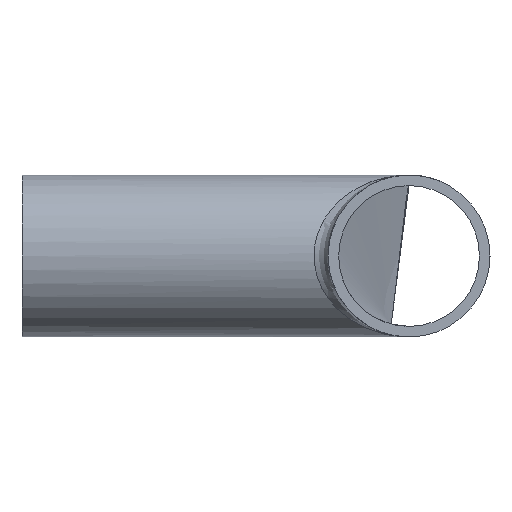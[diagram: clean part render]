
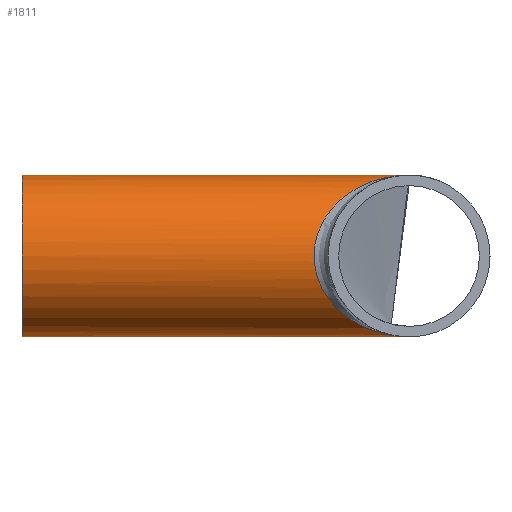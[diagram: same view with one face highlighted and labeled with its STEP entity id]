
A CAD part, left-side view. The second image highlights one B-rep face of the part: STEP entity #1811.
In plain terms, the highlighted cylindrical face has radius 11.5 mm (diameter 23 mm), a full revolution.
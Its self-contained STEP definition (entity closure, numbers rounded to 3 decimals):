
#869 = AXIS2_PLACEMENT_3D ( 'NONE', #7033, #2764, #1535 ) ;
#1016 = AXIS2_PLACEMENT_3D ( 'NONE', #13226, #11355, #10296 ) ;
#1535 = DIRECTION ( 'NONE',  ( 0., 0., 1. ) ) ;
#1811 = ADVANCED_FACE ( 'NONE', ( #13522, #3650 ), #6971, .T. ) ;
#2152 = EDGE_CURVE ( 'NONE', #10006, #10006, #13065, .T. ) ;
#2546 = EDGE_LOOP ( 'NONE', ( #5153 ) ) ;
#2760 = EDGE_LOOP ( 'NONE', ( #9573, #7718 ) ) ;
#2764 = DIRECTION ( 'NONE',  ( 0., 1., 0. ) ) ;
#3244 =( BOUNDED_CURVE ( )  B_SPLINE_CURVE ( 3, ( #3761, #13644, #3564, #7987 ),
 .UNSPECIFIED., .F., .T. ) 
 B_SPLINE_CURVE_WITH_KNOTS ( ( 4, 4 ),
 ( 4.712, 7.854 ),
 .UNSPECIFIED. ) 
 CURVE ( )  GEOMETRIC_REPRESENTATION_ITEM ( )  RATIONAL_B_SPLINE_CURVE ( ( 1., 0.333, 0.333, 1. ) ) 
 REPRESENTATION_ITEM ( '' )  );
#3430 = CARTESIAN_POINT ( 'NONE',  ( 0., 55., 11.5 ) ) ;
#3564 = CARTESIAN_POINT ( 'NONE',  ( -23., 27., 11.5 ) ) ;
#3650 = FACE_OUTER_BOUND ( 'NONE', #2546, .T. ) ;
#3761 = CARTESIAN_POINT ( 'NONE',  ( 0., 0., -11.5 ) ) ;
#4611 = VERTEX_POINT ( 'NONE', #12429 ) ;
#4850 = VERTEX_POINT ( 'NONE', #12398 ) ;
#5153 = ORIENTED_EDGE ( 'NONE', *, *, #2152, .F. ) ;
#6971 = CYLINDRICAL_SURFACE ( 'NONE', #1016, 11.5 ) ;
#7033 = CARTESIAN_POINT ( 'NONE',  ( 0., 55., 0. ) ) ;
#7718 = ORIENTED_EDGE ( 'NONE', *, *, #8848, .T. ) ;
#7987 = CARTESIAN_POINT ( 'NONE',  ( 0., 0., 11.5 ) ) ;
#8848 = EDGE_CURVE ( 'NONE', #4611, #4850, #12998, .T. ) ;
#9128 = EDGE_CURVE ( 'NONE', #4850, #4611, #3244, .T. ) ;
#9236 = CARTESIAN_POINT ( 'NONE',  ( 23., 27., 11.5 ) ) ;
#9307 = CARTESIAN_POINT ( 'NONE',  ( 0., 0., 11.5 ) ) ;
#9573 = ORIENTED_EDGE ( 'NONE', *, *, #9128, .T. ) ;
#10006 = VERTEX_POINT ( 'NONE', #3430 ) ;
#10296 = DIRECTION ( 'NONE',  ( 0., 0., -1. ) ) ;
#11355 = DIRECTION ( 'NONE',  ( 0., -1., 0. ) ) ;
#12398 = CARTESIAN_POINT ( 'NONE',  ( 0., 0., -11.5 ) ) ;
#12429 = CARTESIAN_POINT ( 'NONE',  ( 0., 0., 11.5 ) ) ;
#12458 = CARTESIAN_POINT ( 'NONE',  ( 23., 27., -11.5 ) ) ;
#12598 = CARTESIAN_POINT ( 'NONE',  ( 0., 0., -11.5 ) ) ;
#12998 =( BOUNDED_CURVE ( )  B_SPLINE_CURVE ( 3, ( #9307, #9236, #12458, #12598 ),
 .UNSPECIFIED., .F., .T. ) 
 B_SPLINE_CURVE_WITH_KNOTS ( ( 4, 4 ),
 ( 1.571, 4.712 ),
 .UNSPECIFIED. ) 
 CURVE ( )  GEOMETRIC_REPRESENTATION_ITEM ( )  RATIONAL_B_SPLINE_CURVE ( ( 1., 0.333, 0.333, 1. ) ) 
 REPRESENTATION_ITEM ( '' )  );
#13065 = CIRCLE ( 'NONE', #869, 11.5 ) ;
#13226 = CARTESIAN_POINT ( 'NONE',  ( 0., 55., 0. ) ) ;
#13522 = FACE_OUTER_BOUND ( 'NONE', #2760, .T. ) ;
#13644 = CARTESIAN_POINT ( 'NONE',  ( -23., 27., -11.5 ) ) ;
